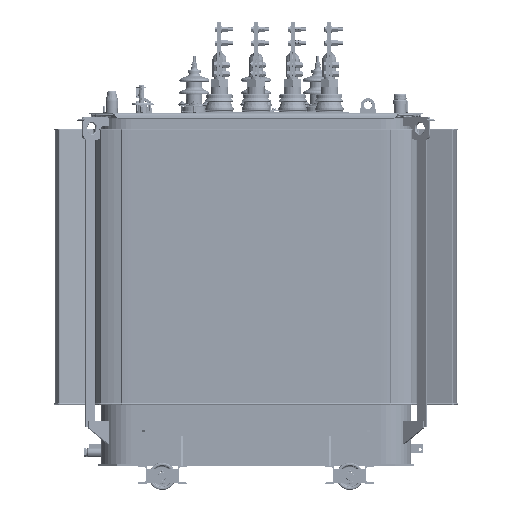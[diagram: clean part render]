
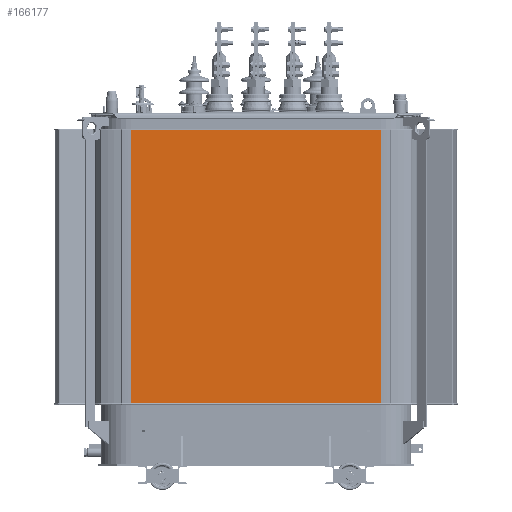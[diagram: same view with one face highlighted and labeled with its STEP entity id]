
A CAD part, front view. The second image highlights one B-rep face of the part: STEP entity #166177.
In plain terms, the highlighted planar face has unit normal (0, -1, 0).
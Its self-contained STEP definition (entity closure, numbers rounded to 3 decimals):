
#15527=LINE('',#335613,#25990);
#15528=LINE('',#335616,#25991);
#15529=LINE('',#335618,#25992);
#15530=LINE('',#335619,#25993);
#25990=VECTOR('',#222465,120.);
#25991=VECTOR('',#222468,109.2);
#25992=VECTOR('',#222469,109.2);
#25993=VECTOR('',#222470,120.);
#32472=PLANE('',#181542);
#45121=FACE_OUTER_BOUND('',#57790,.T.);
#57790=EDGE_LOOP('',(#145370,#145371,#145372,#145373));
#79701=VERTEX_POINT('',#335609);
#79702=VERTEX_POINT('',#335611);
#79703=VERTEX_POINT('',#335615);
#79704=VERTEX_POINT('',#335617);
#101547=EDGE_CURVE('',#79701,#79702,#15527,.T.);
#101548=EDGE_CURVE('',#79701,#79703,#15528,.T.);
#101549=EDGE_CURVE('',#79704,#79702,#15529,.T.);
#101550=EDGE_CURVE('',#79703,#79704,#15530,.T.);
#145370=ORIENTED_EDGE('',*,*,#101548,.F.);
#145371=ORIENTED_EDGE('',*,*,#101547,.T.);
#145372=ORIENTED_EDGE('',*,*,#101549,.F.);
#145373=ORIENTED_EDGE('',*,*,#101550,.F.);
#166177=ADVANCED_FACE('',(#45121),#32472,.T.);
#181542=AXIS2_PLACEMENT_3D('',#335614,#222466,#222467);
#222465=DIRECTION('',(0.,0.,1.));
#222466=DIRECTION('center_axis',(0.,-1.,0.));
#222467=DIRECTION('ref_axis',(1.,0.,0.));
#222468=DIRECTION('',(-1.,0.,0.));
#222469=DIRECTION('',(1.,0.,0.));
#222470=DIRECTION('',(0.,0.,1.));
#335609=CARTESIAN_POINT('',(54.6,-49.5,-126.));
#335611=CARTESIAN_POINT('',(54.6,-49.5,-6.));
#335613=CARTESIAN_POINT('',(54.6,-49.5,-126.));
#335614=CARTESIAN_POINT('Origin',(-54.6,-49.5,-126.));
#335615=CARTESIAN_POINT('',(-54.6,-49.5,-126.));
#335616=CARTESIAN_POINT('',(54.6,-49.5,-126.));
#335617=CARTESIAN_POINT('',(-54.6,-49.5,-6.));
#335618=CARTESIAN_POINT('',(0.,-49.5,-6.));
#335619=CARTESIAN_POINT('',(-54.6,-49.5,-126.));
